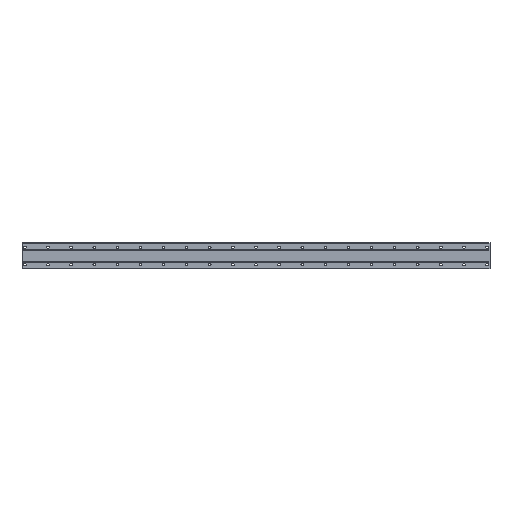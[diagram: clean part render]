
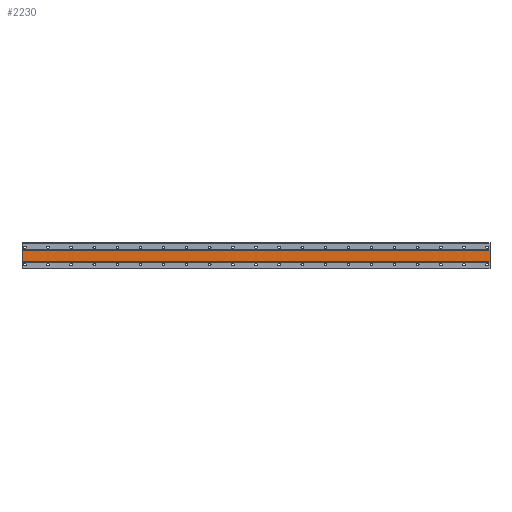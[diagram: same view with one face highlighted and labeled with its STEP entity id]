
A CAD part, front view. The second image highlights one B-rep face of the part: STEP entity #2230.
In plain terms, the highlighted planar face has unit normal (0, -1, 0).
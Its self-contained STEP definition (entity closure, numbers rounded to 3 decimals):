
#148 = ORIENTED_EDGE ( 'NONE', *, *, #7329, .F. ) ;
#164 = PLANE ( 'NONE',  #611 ) ;
#193 = ORIENTED_EDGE ( 'NONE', *, *, #490, .F. ) ;
#328 = EDGE_CURVE ( 'NONE', #1069, #4118, #7150, .T. ) ;
#490 = EDGE_CURVE ( 'NONE', #5803, #5129, #5053, .T. ) ;
#611 = AXIS2_PLACEMENT_3D ( 'NONE', #3819, #4353, #7193 ) ;
#1069 = VERTEX_POINT ( 'NONE', #2511 ) ;
#1079 = EDGE_LOOP ( 'NONE', ( #148, #193, #3574, #1226 ) ) ;
#1226 = ORIENTED_EDGE ( 'NONE', *, *, #328, .F. ) ;
#1421 = VECTOR ( 'NONE', #2768, 1000. ) ;
#1842 = DIRECTION ( 'NONE',  ( 0., 0., 1. ) ) ;
#2230 = ADVANCED_FACE ( 'NONE', ( #4393 ), #164, .F. ) ;
#2305 = CARTESIAN_POINT ( 'NONE',  ( -10., 1., 20. ) ) ;
#2511 = CARTESIAN_POINT ( 'NONE',  ( -10., 1., -20. ) ) ;
#2568 = CARTESIAN_POINT ( 'NONE',  ( 1610., 1., -20. ) ) ;
#2768 = DIRECTION ( 'NONE',  ( -1., 0., 0. ) ) ;
#2804 = LINE ( 'NONE', #3881, #1421 ) ;
#3343 = CARTESIAN_POINT ( 'NONE',  ( 1610., 1., 20. ) ) ;
#3574 = ORIENTED_EDGE ( 'NONE', *, *, #5064, .F. ) ;
#3652 = CARTESIAN_POINT ( 'NONE',  ( -10., 1., 20. ) ) ;
#3755 = LINE ( 'NONE', #6669, #6530 ) ;
#3819 = CARTESIAN_POINT ( 'NONE',  ( 1610., 1., 20. ) ) ;
#3881 = CARTESIAN_POINT ( 'NONE',  ( 1610., 1., -20. ) ) ;
#3975 = VECTOR ( 'NONE', #1842, 1000. ) ;
#4118 = VERTEX_POINT ( 'NONE', #2305 ) ;
#4353 = DIRECTION ( 'NONE',  ( 0., 1., 0. ) ) ;
#4393 = FACE_OUTER_BOUND ( 'NONE', #1079, .T. ) ;
#5053 = LINE ( 'NONE', #6250, #6954 ) ;
#5064 = EDGE_CURVE ( 'NONE', #4118, #5803, #3755, .T. ) ;
#5129 = VERTEX_POINT ( 'NONE', #2568 ) ;
#5130 = DIRECTION ( 'NONE',  ( 0., 0., -1. ) ) ;
#5615 = DIRECTION ( 'NONE',  ( 1., 0., 0. ) ) ;
#5803 = VERTEX_POINT ( 'NONE', #3343 ) ;
#6250 = CARTESIAN_POINT ( 'NONE',  ( 1610., 1., 20. ) ) ;
#6530 = VECTOR ( 'NONE', #5615, 1000. ) ;
#6669 = CARTESIAN_POINT ( 'NONE',  ( 1610., 1., 20. ) ) ;
#6954 = VECTOR ( 'NONE', #5130, 1000. ) ;
#7150 = LINE ( 'NONE', #3652, #3975 ) ;
#7193 = DIRECTION ( 'NONE',  ( 0., 0., 1. ) ) ;
#7329 = EDGE_CURVE ( 'NONE', #5129, #1069, #2804, .T. ) ;
